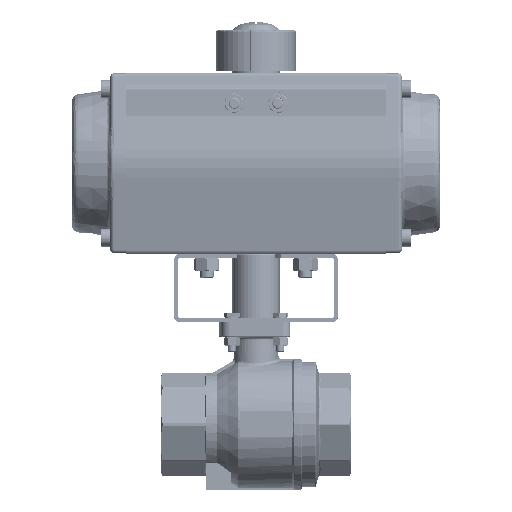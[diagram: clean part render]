
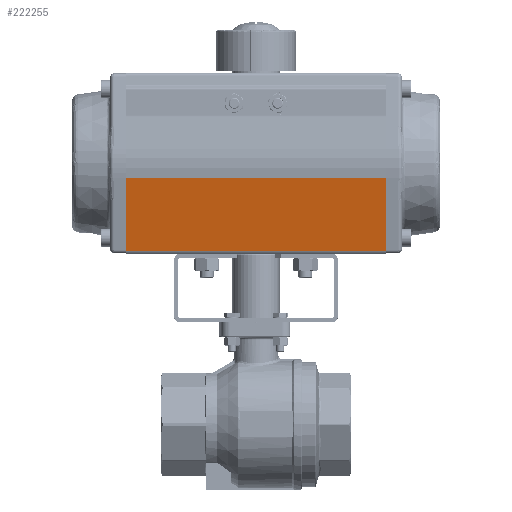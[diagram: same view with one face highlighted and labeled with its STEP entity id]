
A CAD part, top view. The second image highlights one B-rep face of the part: STEP entity #222255.
In plain terms, the highlighted face is planar.
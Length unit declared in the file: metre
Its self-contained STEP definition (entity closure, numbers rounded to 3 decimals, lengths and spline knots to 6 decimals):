
#9770 = LINE ( 'NONE', #220821, #55282 ) ;
#13331 = CARTESIAN_POINT ( 'NONE',  ( 0.04646, -0.064055, 0.095 ) ) ;
#18825 = CARTESIAN_POINT ( 'NONE',  ( 0.056509, -0.010629, 0.095 ) ) ;
#22534 = CARTESIAN_POINT ( 'NONE',  ( 0.04646, -0.064055, 0.095 ) ) ;
#28928 = EDGE_CURVE ( 'NONE', #149224, #170956, #9770, .T. ) ;
#33095 = DIRECTION ( 'NONE',  ( -0.185, -0.983, 0. ) ) ;
#33464 = LINE ( 'NONE', #100428, #93476 ) ;
#45081 = CARTESIAN_POINT ( 'NONE',  ( 0.04646, -0.064055, -0.095 ) ) ;
#46512 = CARTESIAN_POINT ( 'NONE',  ( 0.056509, -0.010629, -0.095 ) ) ;
#50440 = CARTESIAN_POINT ( 'NONE',  ( 0.04646, -0.064055, 0.095 ) ) ;
#55282 = VECTOR ( 'NONE', #133236, 1. ) ;
#75425 = VECTOR ( 'NONE', #216298, 1. ) ;
#77741 = VERTEX_POINT ( 'NONE', #46512 ) ;
#93476 = VECTOR ( 'NONE', #209887, 1. ) ;
#100428 = CARTESIAN_POINT ( 'NONE',  ( 0.04646, -0.064055, -0.095 ) ) ;
#109718 = EDGE_CURVE ( 'NONE', #130603, #149224, #110212, .T. ) ;
#110212 = LINE ( 'NONE', #22534, #75425 ) ;
#120780 = DIRECTION ( 'NONE',  ( -0.983, 0.185, 0. ) ) ;
#123728 = ORIENTED_EDGE ( 'NONE', *, *, #28928, .T. ) ;
#130603 = VERTEX_POINT ( 'NONE', #45081 ) ;
#130914 = ORIENTED_EDGE ( 'NONE', *, *, #194537, .T. ) ;
#133236 = DIRECTION ( 'NONE',  ( 0.185, 0.983, 0. ) ) ;
#138078 = FACE_OUTER_BOUND ( 'NONE', #141888, .T. ) ;
#140681 = CARTESIAN_POINT ( 'NONE',  ( 0.056509, -0.010629, 0.095 ) ) ;
#141888 = EDGE_LOOP ( 'NONE', ( #130914, #172095, #173530, #123728 ) ) ;
#149224 = VERTEX_POINT ( 'NONE', #13331 ) ;
#170956 = VERTEX_POINT ( 'NONE', #18825 ) ;
#172095 = ORIENTED_EDGE ( 'NONE', *, *, #195381, .T. ) ;
#173530 = ORIENTED_EDGE ( 'NONE', *, *, #109718, .T. ) ;
#179789 = LINE ( 'NONE', #140681, #189101 ) ;
#189101 = VECTOR ( 'NONE', #194778, 1. ) ;
#194537 = EDGE_CURVE ( 'NONE', #170956, #77741, #179789, .T. ) ;
#194778 = DIRECTION ( 'NONE',  ( 0., 0., -1. ) ) ;
#195381 = EDGE_CURVE ( 'NONE', #77741, #130603, #33464, .T. ) ;
#208397 = PLANE ( 'NONE',  #228062 ) ;
#209887 = DIRECTION ( 'NONE',  ( -0.185, -0.983, 0. ) ) ;
#216298 = DIRECTION ( 'NONE',  ( 0., 0., 1. ) ) ;
#220821 = CARTESIAN_POINT ( 'NONE',  ( 0.04646, -0.064055, 0.095 ) ) ;
#222255 = ADVANCED_FACE ( 'NONE', ( #138078 ), #208397, .T. ) ;
#228062 = AXIS2_PLACEMENT_3D ( 'NONE', #50440, #120780, #33095 ) ;
